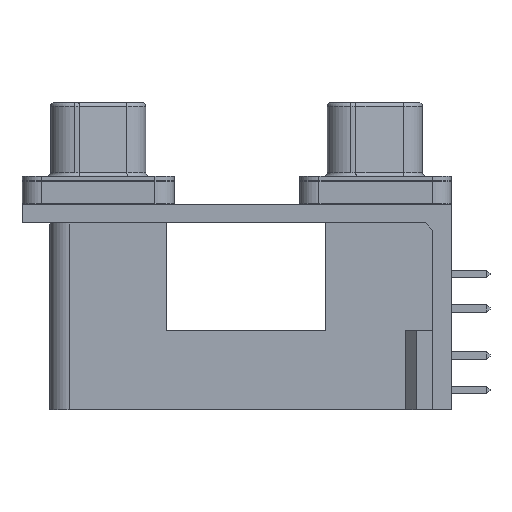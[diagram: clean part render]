
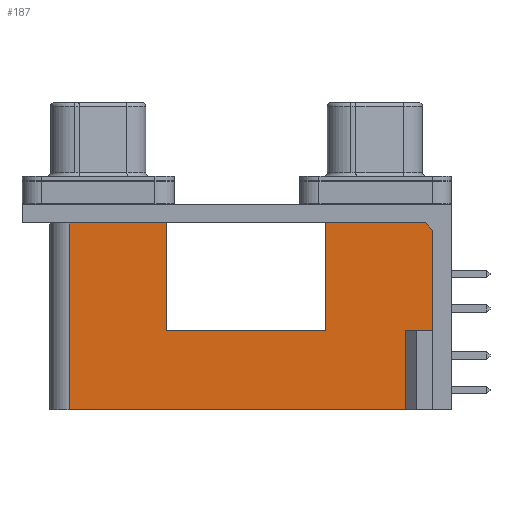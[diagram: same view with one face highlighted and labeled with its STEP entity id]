
A CAD part, left-side view. The second image highlights one B-rep face of the part: STEP entity #187.
In plain terms, the highlighted planar face has unit normal (-1, 0, 0).
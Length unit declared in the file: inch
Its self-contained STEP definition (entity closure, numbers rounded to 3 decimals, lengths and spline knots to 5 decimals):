
#187 = ADVANCED_FACE ( 'NONE', ( #20667 ), #12785, .F. ) ;
#468 = DIRECTION ( 'NONE',  ( 0., -1., 0. ) ) ;
#764 = VECTOR ( 'NONE', #4630, 39.37008 ) ;
#1288 = CARTESIAN_POINT ( 'NONE',  ( 0.2575, 0.404, -0.76 ) ) ;
#1381 = CARTESIAN_POINT ( 'NONE',  ( 0.2575, 0.404, 0.38908 ) ) ;
#1687 = ORIENTED_EDGE ( 'NONE', *, *, #9996, .F. ) ;
#2683 = CARTESIAN_POINT ( 'NONE',  ( 0.2575, -0.903, -0.502 ) ) ;
#2887 = VERTEX_POINT ( 'NONE', #3308 ) ;
#3039 = EDGE_CURVE ( 'NONE', #3247, #3839, #3443, .T. ) ;
#3155 = CARTESIAN_POINT ( 'NONE',  ( 0.2575, 0.404, -0.09 ) ) ;
#3229 = CARTESIAN_POINT ( 'NONE',  ( 0.2575, -0.903, -0.09 ) ) ;
#3247 = VERTEX_POINT ( 'NONE', #12843 ) ;
#3295 = ORIENTED_EDGE ( 'NONE', *, *, #17856, .F. ) ;
#3308 = CARTESIAN_POINT ( 'NONE',  ( 0.2575, -0.493, -0.502 ) ) ;
#3313 = DIRECTION ( 'NONE',  ( 0., 0., -1. ) ) ;
#3401 = CARTESIAN_POINT ( 'NONE',  ( 0.2575, 0.025, -0.09 ) ) ;
#3443 = LINE ( 'NONE', #4147, #23252 ) ;
#3797 = CARTESIAN_POINT ( 'NONE',  ( 0.2575, -0.903, -0.502 ) ) ;
#3803 = CARTESIAN_POINT ( 'NONE',  ( 0.2575, -0.753, -0.76 ) ) ;
#3839 = VERTEX_POINT ( 'NONE', #9974 ) ;
#4022 = VECTOR ( 'NONE', #14666, 39.37008 ) ;
#4147 = CARTESIAN_POINT ( 'NONE',  ( 0.2575, 0.3415, 0.38908 ) ) ;
#4292 = VECTOR ( 'NONE', #17916, 39.37008 ) ;
#4630 = DIRECTION ( 'NONE',  ( 0., 0., -1. ) ) ;
#5543 = AXIS2_PLACEMENT_3D ( 'NONE', #1381, #14815, #3313 ) ;
#5550 = ORIENTED_EDGE ( 'NONE', *, *, #17173, .T. ) ;
#5657 = VERTEX_POINT ( 'NONE', #3803 ) ;
#6163 = VERTEX_POINT ( 'NONE', #10918 ) ;
#6257 = ORIENTED_EDGE ( 'NONE', *, *, #18643, .T. ) ;
#6861 = CARTESIAN_POINT ( 'NONE',  ( 0.2575, -0.903, 1.00932 ) ) ;
#6988 = ORIENTED_EDGE ( 'NONE', *, *, #10330, .F. ) ;
#7531 = VERTEX_POINT ( 'NONE', #3401 ) ;
#8950 = DIRECTION ( 'NONE',  ( 0., -1., 0. ) ) ;
#9129 = LINE ( 'NONE', #6861, #4022 ) ;
#9974 = CARTESIAN_POINT ( 'NONE',  ( 0.2575, 0.3415, -0.76 ) ) ;
#9996 = EDGE_CURVE ( 'NONE', #3247, #7531, #16236, .T. ) ;
#10129 = CARTESIAN_POINT ( 'NONE',  ( 0.2575, -0.493, 1.00932 ) ) ;
#10330 = EDGE_CURVE ( 'NONE', #6163, #24247, #13492, .T. ) ;
#10548 = VECTOR ( 'NONE', #21090, 39.37008 ) ;
#10859 = DIRECTION ( 'NONE',  ( 0., -1., 0. ) ) ;
#10918 = CARTESIAN_POINT ( 'NONE',  ( 0.2575, -0.493, -0.09 ) ) ;
#11022 = VECTOR ( 'NONE', #22781, 39.37008 ) ;
#12176 = LINE ( 'NONE', #1288, #21192 ) ;
#12785 = PLANE ( 'NONE',  #5543 ) ;
#12843 = CARTESIAN_POINT ( 'NONE',  ( 0.2575, 0.3415, -0.09 ) ) ;
#13166 = DIRECTION ( 'NONE',  ( 0., 0., -1. ) ) ;
#13414 = VERTEX_POINT ( 'NONE', #21670 ) ;
#13492 = LINE ( 'NONE', #15822, #23711 ) ;
#14194 = CARTESIAN_POINT ( 'NONE',  ( 0.2575, 0.025, -0.76 ) ) ;
#14666 = DIRECTION ( 'NONE',  ( 0., 0., -1. ) ) ;
#14815 = DIRECTION ( 'NONE',  ( 1., 0., 0. ) ) ;
#15029 = CARTESIAN_POINT ( 'NONE',  ( 0.2575, -0.753, -0.34701 ) ) ;
#15214 = EDGE_CURVE ( 'NONE', #2887, #13414, #18052, .T. ) ;
#15822 = CARTESIAN_POINT ( 'NONE',  ( 0.2575, -0.903, -0.09 ) ) ;
#16070 = LINE ( 'NONE', #14194, #764 ) ;
#16236 = LINE ( 'NONE', #3155, #24013 ) ;
#16362 = LINE ( 'NONE', #15029, #21452 ) ;
#16748 = EDGE_CURVE ( 'NONE', #23146, #23613, #24217, .T. ) ;
#17102 = EDGE_LOOP ( 'NONE', ( #1687, #24469, #5550, #3295, #23341, #21015, #6988, #6257, #21217, #18808 ) ) ;
#17173 = EDGE_CURVE ( 'NONE', #3839, #5657, #12176, .T. ) ;
#17557 = EDGE_CURVE ( 'NONE', #7531, #13414, #16070, .T. ) ;
#17856 = EDGE_CURVE ( 'NONE', #23146, #5657, #16362, .T. ) ;
#17916 = DIRECTION ( 'NONE',  ( 0., 0., -1. ) ) ;
#18052 = LINE ( 'NONE', #3797, #10548 ) ;
#18245 = EDGE_CURVE ( 'NONE', #24247, #23613, #9129, .T. ) ;
#18643 = EDGE_CURVE ( 'NONE', #6163, #2887, #24089, .T. ) ;
#18808 = ORIENTED_EDGE ( 'NONE', *, *, #17557, .F. ) ;
#19510 = DIRECTION ( 'NONE',  ( 0., 0., -1. ) ) ;
#20667 = FACE_OUTER_BOUND ( 'NONE', #17102, .T. ) ;
#20845 = CARTESIAN_POINT ( 'NONE',  ( 0.2575, -0.903, -0.502 ) ) ;
#21015 = ORIENTED_EDGE ( 'NONE', *, *, #18245, .F. ) ;
#21090 = DIRECTION ( 'NONE',  ( 0., 1., 0. ) ) ;
#21192 = VECTOR ( 'NONE', #10859, 39.37008 ) ;
#21217 = ORIENTED_EDGE ( 'NONE', *, *, #15214, .T. ) ;
#21452 = VECTOR ( 'NONE', #13166, 39.37008 ) ;
#21670 = CARTESIAN_POINT ( 'NONE',  ( 0.2575, 0.025, -0.502 ) ) ;
#22182 = CARTESIAN_POINT ( 'NONE',  ( 0.2575, -0.753, -0.502 ) ) ;
#22781 = DIRECTION ( 'NONE',  ( 0., -1., 0. ) ) ;
#23146 = VERTEX_POINT ( 'NONE', #22182 ) ;
#23252 = VECTOR ( 'NONE', #19510, 39.37008 ) ;
#23341 = ORIENTED_EDGE ( 'NONE', *, *, #16748, .T. ) ;
#23613 = VERTEX_POINT ( 'NONE', #2683 ) ;
#23711 = VECTOR ( 'NONE', #468, 39.37008 ) ;
#24013 = VECTOR ( 'NONE', #8950, 39.37008 ) ;
#24089 = LINE ( 'NONE', #10129, #4292 ) ;
#24217 = LINE ( 'NONE', #20845, #11022 ) ;
#24247 = VERTEX_POINT ( 'NONE', #3229 ) ;
#24469 = ORIENTED_EDGE ( 'NONE', *, *, #3039, .T. ) ;
